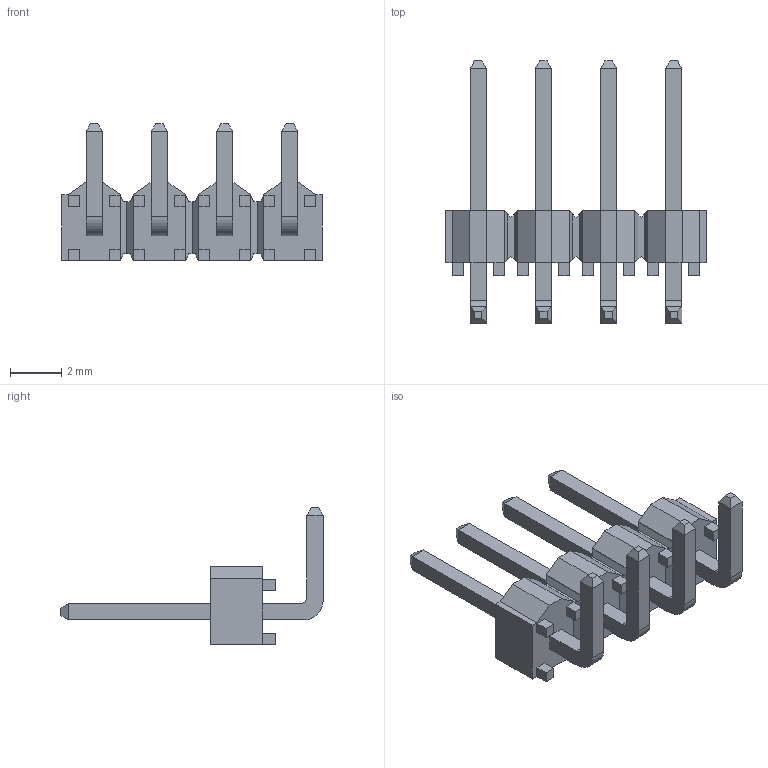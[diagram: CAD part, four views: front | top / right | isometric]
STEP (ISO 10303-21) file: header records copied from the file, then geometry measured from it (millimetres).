
FILE_DESCRIPTION(/* description */ ('STEP AP242','CAx-IF Rec.Pracs.---Representation and Presentation of Product Manufacturing Information (PMI)---4.0---2014-10-13','CAx-IF Rec.Pracs.---3D Tessellated Geometry---0.4---2014-09-14','2;1'),/* implementation_level */ '2;1');
FILE_NAME(/* name */ 'HTSW-104-08-G-S-RA',/* time_stamp */ '2025-11-01T04:56:06+01:00',/* author */ ('License CC BY-ND 4.0'),/* organization */ ('CADENAS'),/* preprocessor_version */ 'ST-DEVELOPER v20',/* originating_system */ 'PARTsolutions',/* authorisation */ ' ');
FILE_SCHEMA (('AP242_MANAGED_MODEL_BASED_3D_ENGINEERING_MIM_LF { 1 0 10303 442 1 1 4 }'));
Length unit declared in the file: inch
Products named in the file (4): HTSW-104-08-G-S-RA; HTSW-104-08-G-S-RA_body; T-1S6-08-HTSW-1--08-4--G-RA-S; T-1S6-08-HTSW-1--08-4--G-RA-S2
Assembly tree (3 placements, depth 2):
  HTSW-104-08-G-S-RA
    HTSW-104-08-G-S-RA_body
    T-1S6-08-HTSW-1--08-4--G-RA-S
    T-1S6-08-HTSW-1--08-4--G-RA-S2
Bounding box: 10.16 x 10.22 x 5.33 mm (x, y, z)
Volume: 77.5 mm3; surface area: 332.7 mm2
Topology: 3 solids, 3 shells, 252 faces, 628 edges, 392 vertices
Faces by surface type: plane 244, cylinder 8
Entity records: 7360 total; most frequent: CARTESIAN_POINT 1276, ORIENTED_EDGE 1256, DIRECTION 1156, EDGE_CURVE 628, LINE 612, VECTOR 612, VERTEX_POINT 392, AXIS2_PLACEMENT_3D 272
